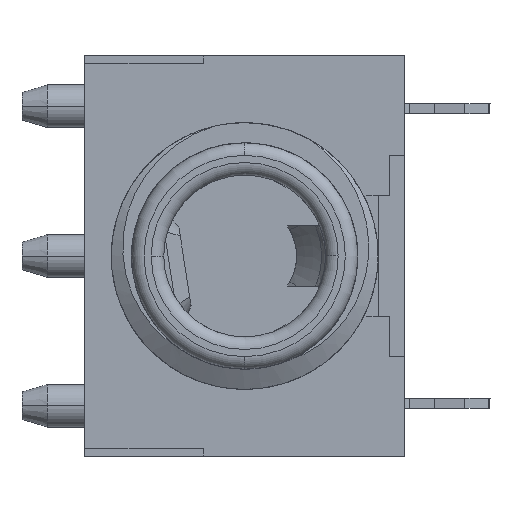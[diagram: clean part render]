
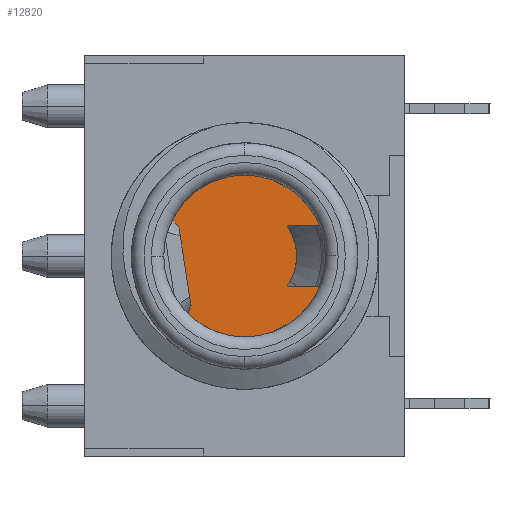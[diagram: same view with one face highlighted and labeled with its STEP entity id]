
A CAD part, left-side view. The second image highlights one B-rep face of the part: STEP entity #12820.
In plain terms, the highlighted planar face has unit normal (-1, 0, 0).
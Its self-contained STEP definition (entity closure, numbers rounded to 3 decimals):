
#683 = DIRECTION ( 'NONE',  ( 1., 0., 0. ) ) ;
#1926 = VERTEX_POINT ( 'NONE', #3079 ) ;
#2873 = DIRECTION ( 'NONE',  ( 0., 1., 0. ) ) ;
#3079 = CARTESIAN_POINT ( 'NONE',  ( 22.8, 9.565, 0. ) ) ;
#4140 = ORIENTED_EDGE ( 'NONE', *, *, #6026, .F. ) ;
#4892 = DIRECTION ( 'NONE',  ( 0., 0., 1. ) ) ;
#5417 = ORIENTED_EDGE ( 'NONE', *, *, #12132, .F. ) ;
#5714 = AXIS2_PLACEMENT_3D ( 'NONE', #12891, #12946, #2873 ) ;
#6026 = EDGE_CURVE ( 'NONE', #12697, #1926, #9795, .T. ) ;
#9178 = AXIS2_PLACEMENT_3D ( 'NONE', #11668, #683, #11621 ) ;
#9795 = CIRCLE ( 'NONE', #9178, 3.215 ) ;
#9847 = CARTESIAN_POINT ( 'NONE',  ( 22.8, 3.135, 0. ) ) ;
#10199 = CIRCLE ( 'NONE', #5714, 3.215 ) ;
#10270 = EDGE_LOOP ( 'NONE', ( #4140, #5417 ) ) ;
#11104 = DIRECTION ( 'NONE',  ( -1., 0., 0. ) ) ;
#11269 = CARTESIAN_POINT ( 'NONE',  ( 22.8, 0., 0. ) ) ;
#11350 = AXIS2_PLACEMENT_3D ( 'NONE', #11269, #11104, #4892 ) ;
#11621 = DIRECTION ( 'NONE',  ( 0., -1., 0. ) ) ;
#11668 = CARTESIAN_POINT ( 'NONE',  ( 22.8, 6.35, 0. ) ) ;
#12132 = EDGE_CURVE ( 'NONE', #1926, #12697, #10199, .T. ) ;
#12697 = VERTEX_POINT ( 'NONE', #9847 ) ;
#12820 = ADVANCED_FACE ( 'NONE', ( #15430 ), #13563, .T. ) ;
#12891 = CARTESIAN_POINT ( 'NONE',  ( 22.8, 6.35, 0. ) ) ;
#12946 = DIRECTION ( 'NONE',  ( 1., 0., 0. ) ) ;
#13563 = PLANE ( 'NONE',  #11350 ) ;
#15430 = FACE_OUTER_BOUND ( 'NONE', #10270, .T. ) ;
